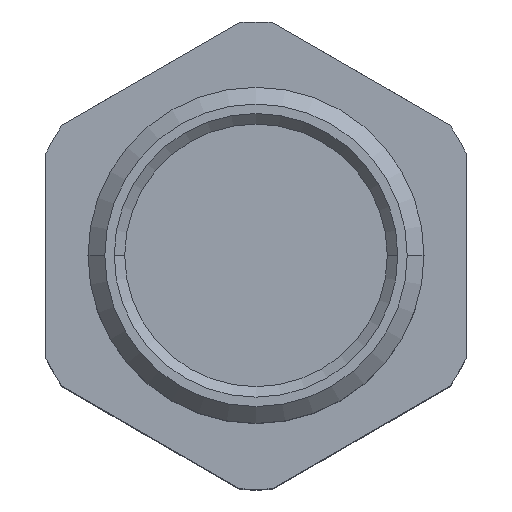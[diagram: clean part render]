
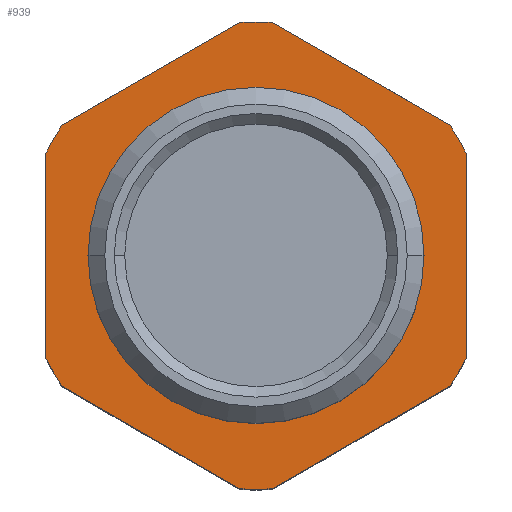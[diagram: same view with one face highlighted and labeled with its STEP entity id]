
A CAD part, top view. The second image highlights one B-rep face of the part: STEP entity #939.
In plain terms, the highlighted planar face has unit normal (0, 0, 1).
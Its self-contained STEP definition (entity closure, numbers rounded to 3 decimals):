
#3 = VECTOR ( 'NONE', #1915, 1000. ) ;
#24 = AXIS2_PLACEMENT_3D ( 'NONE', #258, #1154, #1167 ) ;
#38 = AXIS2_PLACEMENT_3D ( 'NONE', #855, #928, #825 ) ;
#53 = EDGE_CURVE ( 'NONE', #1652, #1035, #1107, .T. ) ;
#61 = ORIENTED_EDGE ( 'NONE', *, *, #1937, .F. ) ;
#66 = VERTEX_POINT ( 'NONE', #1476 ) ;
#83 = CARTESIAN_POINT ( 'NONE',  ( 0., 0., 0. ) ) ;
#93 = CIRCLE ( 'NONE', #24, 22.25 ) ;
#117 = DIRECTION ( 'NONE',  ( 0., 0., -1. ) ) ;
#158 = VERTEX_POINT ( 'NONE', #1169 ) ;
#160 = AXIS2_PLACEMENT_3D ( 'NONE', #1837, #117, #1699 ) ;
#175 = CARTESIAN_POINT ( 'NONE',  ( 0., 0., 0. ) ) ;
#182 = PLANE ( 'NONE',  #305 ) ;
#231 = DIRECTION ( 'NONE',  ( 0., 0., -1. ) ) ;
#246 = VECTOR ( 'NONE', #1575, 1000. ) ;
#251 = VERTEX_POINT ( 'NONE', #2053 ) ;
#256 = EDGE_CURVE ( 'NONE', #1766, #1056, #740, .T. ) ;
#258 = CARTESIAN_POINT ( 'NONE',  ( 0., 0., 0. ) ) ;
#296 = ORIENTED_EDGE ( 'NONE', *, *, #1565, .F. ) ;
#305 = AXIS2_PLACEMENT_3D ( 'NONE', #175, #231, #1372 ) ;
#324 = VECTOR ( 'NONE', #718, 1000. ) ;
#331 = AXIS2_PLACEMENT_3D ( 'NONE', #1052, #1192, #1198 ) ;
#359 = DIRECTION ( 'NONE',  ( 0., 0., -1. ) ) ;
#362 = CARTESIAN_POINT ( 'NONE',  ( 1.556, 22.196, 0. ) ) ;
#380 = DIRECTION ( 'NONE',  ( -1., 0., 0. ) ) ;
#430 = EDGE_CURVE ( 'NONE', #907, #1823, #487, .T. ) ;
#487 = CIRCLE ( 'NONE', #38, 22.25 ) ;
#494 = EDGE_CURVE ( 'NONE', #1056, #251, #1257, .T. ) ;
#548 = CARTESIAN_POINT ( 'NONE',  ( 1.556, -22.196, 0. ) ) ;
#555 = VECTOR ( 'NONE', #1442, 1000. ) ;
#582 = ORIENTED_EDGE ( 'NONE', *, *, #256, .F. ) ;
#605 = CIRCLE ( 'NONE', #160, 22.25 ) ;
#620 = CARTESIAN_POINT ( 'NONE',  ( -20., -9.75, 0. ) ) ;
#627 = EDGE_CURVE ( 'NONE', #1559, #907, #1446, .T. ) ;
#628 = DIRECTION ( 'NONE',  ( 0., 0., -1. ) ) ;
#633 = CARTESIAN_POINT ( 'NONE',  ( -1.556, 22.196, 0. ) ) ;
#645 = EDGE_CURVE ( 'NONE', #251, #648, #1104, .T. ) ;
#648 = VERTEX_POINT ( 'NONE', #1480 ) ;
#651 = CARTESIAN_POINT ( 'NONE',  ( -20., 11.547, 0. ) ) ;
#653 = DIRECTION ( 'NONE',  ( 0., 0., 1. ) ) ;
#664 = AXIS2_PLACEMENT_3D ( 'NONE', #1841, #359, #1271 ) ;
#680 = EDGE_CURVE ( 'NONE', #1035, #1766, #93, .T. ) ;
#681 = CARTESIAN_POINT ( 'NONE',  ( 0., 0., 0. ) ) ;
#718 = DIRECTION ( 'NONE',  ( -0.866, -0.5, 0. ) ) ;
#725 = CARTESIAN_POINT ( 'NONE',  ( 18.444, 12.446, 0. ) ) ;
#740 = LINE ( 'NONE', #1263, #324 ) ;
#758 = LINE ( 'NONE', #1458, #1536 ) ;
#762 = EDGE_CURVE ( 'NONE', #1823, #901, #1336, .T. ) ;
#782 = CARTESIAN_POINT ( 'NONE',  ( 0., 0., 0. ) ) ;
#791 = DIRECTION ( 'NONE',  ( 0., 0., 1. ) ) ;
#795 = ORIENTED_EDGE ( 'NONE', *, *, #645, .F. ) ;
#805 = DIRECTION ( 'NONE',  ( -1., 0., 0. ) ) ;
#825 = DIRECTION ( 'NONE',  ( 1., 0., 0. ) ) ;
#855 = CARTESIAN_POINT ( 'NONE',  ( 0., 0., 0. ) ) ;
#894 = CIRCLE ( 'NONE', #1910, 15. ) ;
#901 = VERTEX_POINT ( 'NONE', #725 ) ;
#907 = VERTEX_POINT ( 'NONE', #633 ) ;
#928 = DIRECTION ( 'NONE',  ( 0., 0., -1. ) ) ;
#939 = ADVANCED_FACE ( 'NONE', ( #1471, #1408 ), #182, .F. ) ;
#940 = CARTESIAN_POINT ( 'NONE',  ( 18.444, -12.446, 0. ) ) ;
#989 = DIRECTION ( 'NONE',  ( 0., 1., 0. ) ) ;
#1012 = AXIS2_PLACEMENT_3D ( 'NONE', #782, #791, #805 ) ;
#1016 = ORIENTED_EDGE ( 'NONE', *, *, #53, .F. ) ;
#1035 = VERTEX_POINT ( 'NONE', #1943 ) ;
#1052 = CARTESIAN_POINT ( 'NONE',  ( 0., 0., 0. ) ) ;
#1056 = VERTEX_POINT ( 'NONE', #548 ) ;
#1104 = LINE ( 'NONE', #2023, #1387 ) ;
#1107 = LINE ( 'NONE', #1547, #246 ) ;
#1135 = DIRECTION ( 'NONE',  ( -0.866, 0.5, 0. ) ) ;
#1154 = DIRECTION ( 'NONE',  ( 0., 0., -1. ) ) ;
#1167 = DIRECTION ( 'NONE',  ( 1., 0., 0. ) ) ;
#1169 = CARTESIAN_POINT ( 'NONE',  ( 15., 0., 0. ) ) ;
#1192 = DIRECTION ( 'NONE',  ( 0., 0., -1. ) ) ;
#1198 = DIRECTION ( 'NONE',  ( 1., 0., 0. ) ) ;
#1225 = CIRCLE ( 'NONE', #1012, 15. ) ;
#1228 = CARTESIAN_POINT ( 'NONE',  ( -18.444, 12.446, 0. ) ) ;
#1257 = CIRCLE ( 'NONE', #664, 22.25 ) ;
#1263 = CARTESIAN_POINT ( 'NONE',  ( 20., -11.547, 0. ) ) ;
#1265 = EDGE_CURVE ( 'NONE', #66, #158, #894, .T. ) ;
#1271 = DIRECTION ( 'NONE',  ( 1., 0., 0. ) ) ;
#1289 = ORIENTED_EDGE ( 'NONE', *, *, #1373, .F. ) ;
#1305 = EDGE_CURVE ( 'NONE', #1954, #1559, #605, .T. ) ;
#1307 = ORIENTED_EDGE ( 'NONE', *, *, #680, .F. ) ;
#1336 = LINE ( 'NONE', #1905, #3 ) ;
#1372 = DIRECTION ( 'NONE',  ( 1., 0., 0. ) ) ;
#1373 = EDGE_CURVE ( 'NONE', #158, #66, #1225, .T. ) ;
#1382 = ORIENTED_EDGE ( 'NONE', *, *, #1305, .F. ) ;
#1387 = VECTOR ( 'NONE', #1135, 1000. ) ;
#1408 = FACE_BOUND ( 'NONE', #1533, .T. ) ;
#1410 = ORIENTED_EDGE ( 'NONE', *, *, #1265, .F. ) ;
#1413 = CARTESIAN_POINT ( 'NONE',  ( 20., 9.75, 0. ) ) ;
#1442 = DIRECTION ( 'NONE',  ( 0.866, 0.5, 0. ) ) ;
#1446 = LINE ( 'NONE', #651, #555 ) ;
#1458 = CARTESIAN_POINT ( 'NONE',  ( -20., -11.547, 0. ) ) ;
#1459 = CARTESIAN_POINT ( 'NONE',  ( -20., 9.75, 0. ) ) ;
#1471 = FACE_OUTER_BOUND ( 'NONE', #1554, .T. ) ;
#1476 = CARTESIAN_POINT ( 'NONE',  ( -15., 0., 0. ) ) ;
#1480 = CARTESIAN_POINT ( 'NONE',  ( -18.444, -12.446, 0. ) ) ;
#1533 = EDGE_LOOP ( 'NONE', ( #1289, #1410 ) ) ;
#1536 = VECTOR ( 'NONE', #989, 1000. ) ;
#1547 = CARTESIAN_POINT ( 'NONE',  ( 20., 11.547, 0. ) ) ;
#1554 = EDGE_LOOP ( 'NONE', ( #1307, #1016, #296, #1731, #1985, #1642, #1382, #1811, #61, #795, #1826, #582 ) ) ;
#1559 = VERTEX_POINT ( 'NONE', #1228 ) ;
#1565 = EDGE_CURVE ( 'NONE', #901, #1652, #1721, .T. ) ;
#1575 = DIRECTION ( 'NONE',  ( 0., -1., 0. ) ) ;
#1605 = CIRCLE ( 'NONE', #1682, 22.25 ) ;
#1642 = ORIENTED_EDGE ( 'NONE', *, *, #627, .F. ) ;
#1652 = VERTEX_POINT ( 'NONE', #1413 ) ;
#1682 = AXIS2_PLACEMENT_3D ( 'NONE', #83, #628, #2017 ) ;
#1684 = EDGE_CURVE ( 'NONE', #1906, #1954, #758, .T. ) ;
#1699 = DIRECTION ( 'NONE',  ( 1., 0., 0. ) ) ;
#1721 = CIRCLE ( 'NONE', #331, 22.25 ) ;
#1731 = ORIENTED_EDGE ( 'NONE', *, *, #762, .F. ) ;
#1766 = VERTEX_POINT ( 'NONE', #940 ) ;
#1811 = ORIENTED_EDGE ( 'NONE', *, *, #1684, .F. ) ;
#1823 = VERTEX_POINT ( 'NONE', #362 ) ;
#1826 = ORIENTED_EDGE ( 'NONE', *, *, #494, .F. ) ;
#1837 = CARTESIAN_POINT ( 'NONE',  ( 0., 0., 0. ) ) ;
#1841 = CARTESIAN_POINT ( 'NONE',  ( 0., 0., 0. ) ) ;
#1905 = CARTESIAN_POINT ( 'NONE',  ( 0., 23.094, 0. ) ) ;
#1906 = VERTEX_POINT ( 'NONE', #620 ) ;
#1910 = AXIS2_PLACEMENT_3D ( 'NONE', #681, #653, #380 ) ;
#1915 = DIRECTION ( 'NONE',  ( 0.866, -0.5, 0. ) ) ;
#1937 = EDGE_CURVE ( 'NONE', #648, #1906, #1605, .T. ) ;
#1943 = CARTESIAN_POINT ( 'NONE',  ( 20., -9.75, 0. ) ) ;
#1954 = VERTEX_POINT ( 'NONE', #1459 ) ;
#1985 = ORIENTED_EDGE ( 'NONE', *, *, #430, .F. ) ;
#2017 = DIRECTION ( 'NONE',  ( 1., 0., 0. ) ) ;
#2023 = CARTESIAN_POINT ( 'NONE',  ( 0., -23.094, 0. ) ) ;
#2053 = CARTESIAN_POINT ( 'NONE',  ( -1.556, -22.196, 0. ) ) ;
